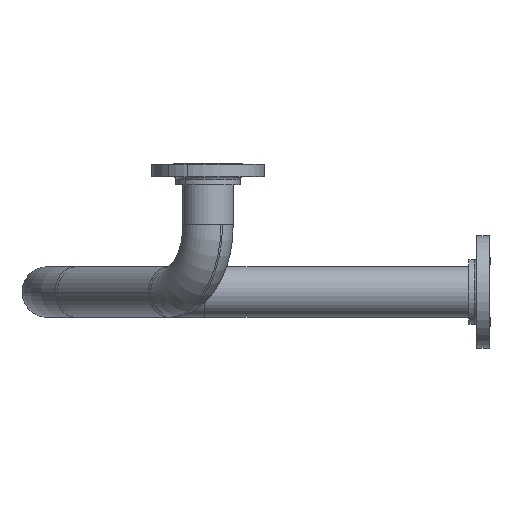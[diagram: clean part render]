
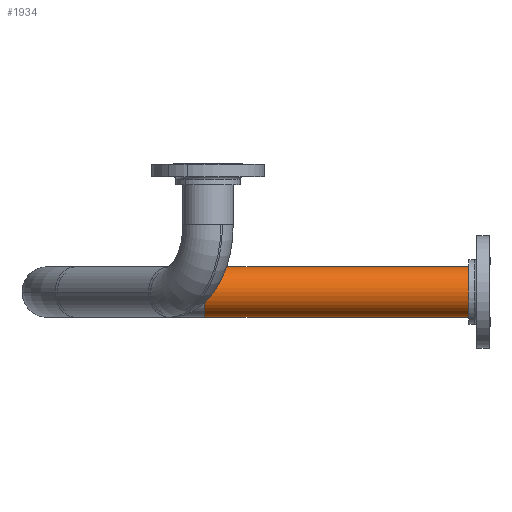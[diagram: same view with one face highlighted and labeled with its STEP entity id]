
A CAD part, front view. The second image highlights one B-rep face of the part: STEP entity #1934.
In plain terms, the highlighted cylindrical face has radius 57.15 mm (diameter 114.3 mm), a partial arc.
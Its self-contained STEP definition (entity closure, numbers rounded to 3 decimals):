
#40 = ORIENTED_EDGE ( 'NONE', *, *, #2498, .F. ) ;
#61 = DIRECTION ( 'NONE',  ( 0., 1., 0. ) ) ;
#63 = DIRECTION ( 'NONE',  ( 1., 0., 0. ) ) ;
#284 = CYLINDRICAL_SURFACE ( 'NONE', #1584, 57.15 ) ;
#360 = CARTESIAN_POINT ( 'NONE',  ( -5072., -356., 57.15 ) ) ;
#364 = ORIENTED_EDGE ( 'NONE', *, *, #2080, .T. ) ;
#444 = CARTESIAN_POINT ( 'NONE',  ( -5072., -1100., 0. ) ) ;
#608 = AXIS2_PLACEMENT_3D ( 'NONE', #2683, #1215, #1432 ) ;
#867 = FACE_OUTER_BOUND ( 'NONE', #1260, .T. ) ;
#905 = CIRCLE ( 'NONE', #608, 57.15 ) ;
#939 = CARTESIAN_POINT ( 'NONE',  ( -5072., -990., 57.15 ) ) ;
#1042 = EDGE_CURVE ( 'NONE', #2185, #1735, #905, .T. ) ;
#1215 = DIRECTION ( 'NONE',  ( 0., -1., 0. ) ) ;
#1260 = EDGE_LOOP ( 'NONE', ( #2151, #2491, #364, #2562, #40 ) ) ;
#1324 = DIRECTION ( 'NONE',  ( 0., -1., 0. ) ) ;
#1373 = CARTESIAN_POINT ( 'NONE',  ( -5072., -990., -57.15 ) ) ;
#1432 = DIRECTION ( 'NONE',  ( -1., 0., 0. ) ) ;
#1480 = DIRECTION ( 'NONE',  ( 0., 1., 0. ) ) ;
#1559 = CARTESIAN_POINT ( 'NONE',  ( -5072., -356., -57.15 ) ) ;
#1584 = AXIS2_PLACEMENT_3D ( 'NONE', #444, #61, #1995 ) ;
#1588 = CIRCLE ( 'NONE', #1983, 57.15 ) ;
#1641 = VERTEX_POINT ( 'NONE', #2284 ) ;
#1694 = VERTEX_POINT ( 'NONE', #360 ) ;
#1696 = LINE ( 'NONE', #1724, #2616 ) ;
#1724 = CARTESIAN_POINT ( 'NONE',  ( -5072., -1100., 57.15 ) ) ;
#1735 = VERTEX_POINT ( 'NONE', #939 ) ;
#1739 = LINE ( 'NONE', #1963, #2255 ) ;
#1934 = ADVANCED_FACE ( 'NONE', ( #867 ), #284, .T. ) ;
#1963 = CARTESIAN_POINT ( 'NONE',  ( -5072., -1100., -57.15 ) ) ;
#1977 = EDGE_CURVE ( 'NONE', #2185, #2716, #1739, .T. ) ;
#1979 = DIRECTION ( 'NONE',  ( 0., -1., 0. ) ) ;
#1983 = AXIS2_PLACEMENT_3D ( 'NONE', #2008, #1979, #63 ) ;
#1995 = DIRECTION ( 'NONE',  ( 0., 0., 1. ) ) ;
#2008 = CARTESIAN_POINT ( 'NONE',  ( -5072., -356., 0. ) ) ;
#2045 = EDGE_CURVE ( 'NONE', #1641, #1694, #2302, .T. ) ;
#2080 = EDGE_CURVE ( 'NONE', #2716, #1641, #1588, .T. ) ;
#2151 = ORIENTED_EDGE ( 'NONE', *, *, #1042, .F. ) ;
#2175 = DIRECTION ( 'NONE',  ( 1., 0., 0. ) ) ;
#2185 = VERTEX_POINT ( 'NONE', #1373 ) ;
#2255 = VECTOR ( 'NONE', #2594, 1000. ) ;
#2284 = CARTESIAN_POINT ( 'NONE',  ( -5014.85, -356., 0. ) ) ;
#2302 = CIRCLE ( 'NONE', #2747, 57.15 ) ;
#2491 = ORIENTED_EDGE ( 'NONE', *, *, #1977, .T. ) ;
#2498 = EDGE_CURVE ( 'NONE', #1735, #1694, #1696, .T. ) ;
#2562 = ORIENTED_EDGE ( 'NONE', *, *, #2045, .T. ) ;
#2594 = DIRECTION ( 'NONE',  ( 0., 1., 0. ) ) ;
#2616 = VECTOR ( 'NONE', #1480, 1000. ) ;
#2625 = CARTESIAN_POINT ( 'NONE',  ( -5072., -356., 0. ) ) ;
#2683 = CARTESIAN_POINT ( 'NONE',  ( -5072., -990., 0. ) ) ;
#2716 = VERTEX_POINT ( 'NONE', #1559 ) ;
#2747 = AXIS2_PLACEMENT_3D ( 'NONE', #2625, #1324, #2175 ) ;
